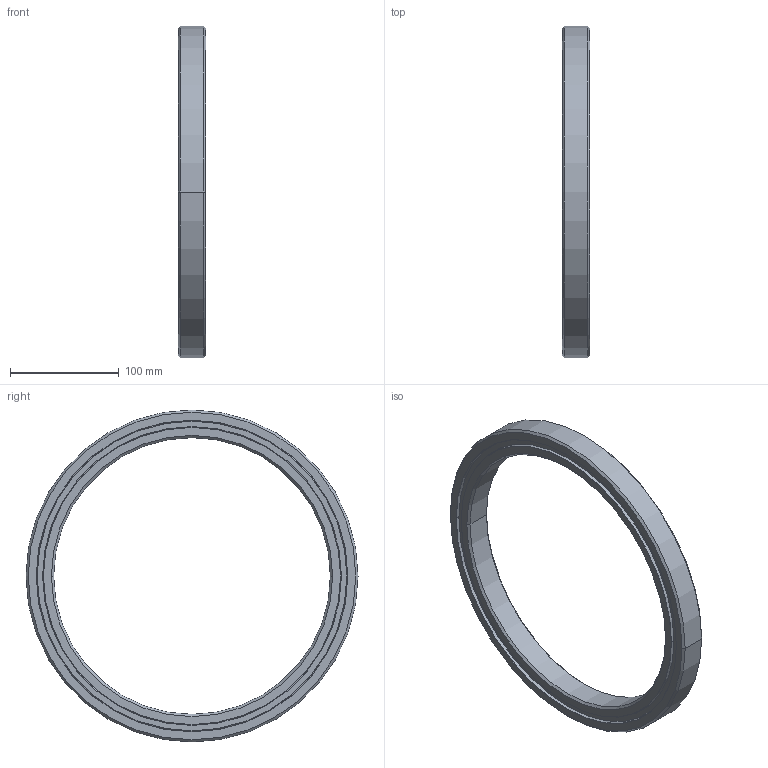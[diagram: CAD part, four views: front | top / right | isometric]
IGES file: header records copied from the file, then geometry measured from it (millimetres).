
Start section: TurboCAD 2016 Professional 23.2, IMSIDesign, LLC
Global section: author: NULL; organization: NULL; date: 20171012.094729; units: inch
Bounding box: 25.4 x 304.8 x 304.8 mm (x, y, z)
Surface area: 294621.6 mm2 (no closed solid volume)
Topology: 0 solids, 0 shells, 284 faces, 1642 edges, 1506 vertices
Faces by surface type: revolution 180, extrusion 104
